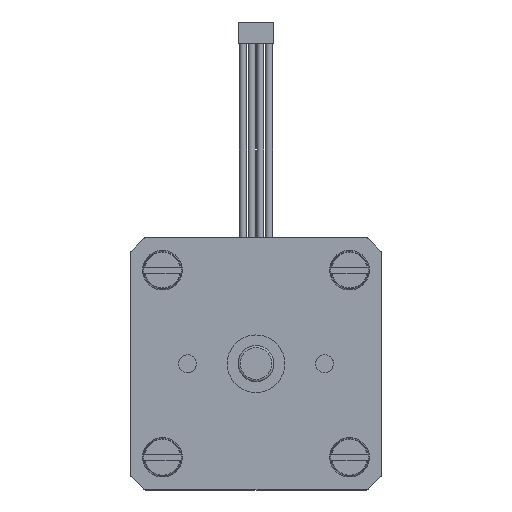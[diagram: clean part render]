
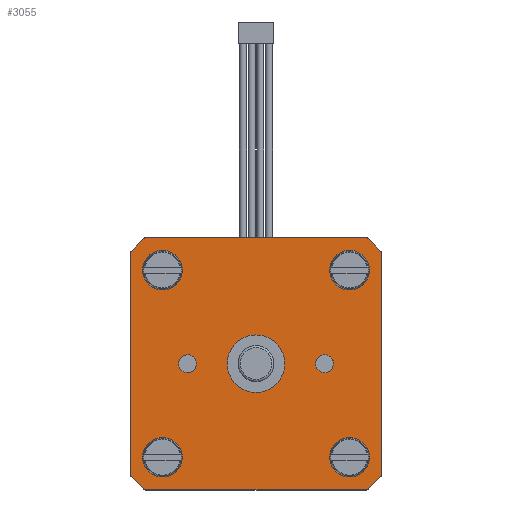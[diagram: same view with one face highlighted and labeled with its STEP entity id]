
A CAD part, top view. The second image highlights one B-rep face of the part: STEP entity #3055.
In plain terms, the highlighted planar face has unit normal (0, 0, 1).
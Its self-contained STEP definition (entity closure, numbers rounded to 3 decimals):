
#1749=CARTESIAN_POINT('',(10.775,0.,52.0));
#1750=VERTEX_POINT('',#1749);
#1751=CARTESIAN_POINT('',(9.525,0.,52.0));
#1752=DIRECTION('',(0.0,0.0,-1.0));
#1753=DIRECTION('',(-1.0,0.0,0.0));
#1754=AXIS2_PLACEMENT_3D('',#1751,#1752,#1753);
#1755=CIRCLE('',#1754,1.25);
#1756=EDGE_CURVE('',#1750,#1750,#1755,.T.);
#1836=CARTESIAN_POINT('',(-8.275,0.,52.0));
#1837=VERTEX_POINT('',#1836);
#1838=CARTESIAN_POINT('',(-9.525,0.,52.0));
#1839=DIRECTION('',(0.0,0.0,-1.0));
#1840=DIRECTION('',(-1.0,0.0,0.0));
#1841=AXIS2_PLACEMENT_3D('',#1838,#1839,#1840);
#1842=CIRCLE('',#1841,1.25);
#1843=EDGE_CURVE('',#1837,#1837,#1842,.T.);
#1971=CARTESIAN_POINT('',(-4.,0.,52.0));
#1972=VERTEX_POINT('',#1971);
#1973=CARTESIAN_POINT('',(0.,0.,52.0));
#1974=DIRECTION('',(0.0,0.0,-1.0));
#1975=DIRECTION('',(1.0,0.0,0.0));
#1976=AXIS2_PLACEMENT_3D('',#1973,#1974,#1975);
#1977=CIRCLE('',#1976,4.0);
#1978=EDGE_CURVE('',#1972,#1972,#1977,.T.);
#1992=CARTESIAN_POINT('',(-15.75,-13.,52.0));
#1993=VERTEX_POINT('',#1992);
#1994=CARTESIAN_POINT('',(-13.,-13.,52.0));
#1995=DIRECTION('',(0.0,0.0,-1.0));
#1996=DIRECTION('',(1.0,0.0,0.0));
#1997=AXIS2_PLACEMENT_3D('',#1994,#1995,#1996);
#1998=CIRCLE('',#1997,2.75);
#1999=EDGE_CURVE('',#1993,#1993,#1998,.T.);
#2013=CARTESIAN_POINT('',(-15.75,13.,52.0));
#2014=VERTEX_POINT('',#2013);
#2015=CARTESIAN_POINT('',(-13.,13.,52.0));
#2016=DIRECTION('',(0.0,0.0,1.0));
#2017=DIRECTION('',(1.0,0.0,0.0));
#2018=AXIS2_PLACEMENT_3D('',#2015,#2016,#2017);
#2019=CIRCLE('',#2018,2.75);
#2020=EDGE_CURVE('',#2014,#2014,#2019,.T.);
#2034=CARTESIAN_POINT('',(10.25,13.,52.0));
#2035=VERTEX_POINT('',#2034);
#2036=CARTESIAN_POINT('',(13.,13.,52.0));
#2037=DIRECTION('',(0.0,0.0,-1.0));
#2038=DIRECTION('',(-1.0,0.0,0.0));
#2039=AXIS2_PLACEMENT_3D('',#2036,#2037,#2038);
#2040=CIRCLE('',#2039,2.75);
#2041=EDGE_CURVE('',#2035,#2035,#2040,.T.);
#2055=CARTESIAN_POINT('',(10.25,-13.,52.0));
#2056=VERTEX_POINT('',#2055);
#2057=CARTESIAN_POINT('',(13.,-13.,52.0));
#2058=DIRECTION('',(0.0,0.0,1.0));
#2059=DIRECTION('',(-1.0,0.0,0.0));
#2060=AXIS2_PLACEMENT_3D('',#2057,#2058,#2059);
#2061=CIRCLE('',#2060,2.75);
#2062=EDGE_CURVE('',#2056,#2056,#2061,.T.);
#2891=CARTESIAN_POINT('',(-17.5,17.5,52.0));
#2892=DIRECTION('',(0.0,0.0,-1.0));
#2893=DIRECTION('',(-1.0,0.0,0.0));
#2894=AXIS2_PLACEMENT_3D('',#2891,#2892,#2893);
#2895=PLANE('',#2894);
#2896=CARTESIAN_POINT('',(15.293,-17.5,52.0));
#2897=VERTEX_POINT('',#2896);
#2898=CARTESIAN_POINT('',(-15.293,-17.5,52.0));
#2899=VERTEX_POINT('',#2898);
#2900=CARTESIAN_POINT('',(15.293,-17.5,52.0));
#2901=DIRECTION('',(-1.0,0.0,0.0));
#2902=VECTOR('',#2901,30.586);
#2903=LINE('',#2900,#2902);
#2904=EDGE_CURVE('',#2897,#2899,#2903,.T.);
#2905=ORIENTED_EDGE('',*,*,#2904,.F.);
#2906=CARTESIAN_POINT('',(15.646,-17.354,52.0));
#2907=VERTEX_POINT('',#2906);
#2908=CARTESIAN_POINT('',(15.293,-17.,52.0));
#2909=DIRECTION('',(0.0,0.0,1.0));
#2910=DIRECTION('',(1.0,0.0,0.0));
#2911=AXIS2_PLACEMENT_3D('',#2908,#2909,#2910);
#2912=CIRCLE('',#2911,0.5);
#2913=EDGE_CURVE('',#2897,#2907,#2912,.T.);
#2914=ORIENTED_EDGE('',*,*,#2913,.T.);
#2915=CARTESIAN_POINT('',(17.354,-15.646,52.0));
#2916=VERTEX_POINT('',#2915);
#2917=CARTESIAN_POINT('',(15.646,-17.354,52.0));
#2918=DIRECTION('',(0.707,0.707,0.0));
#2919=VECTOR('',#2918,2.414);
#2920=LINE('',#2917,#2919);
#2921=EDGE_CURVE('',#2907,#2916,#2920,.T.);
#2922=ORIENTED_EDGE('',*,*,#2921,.T.);
#2923=CARTESIAN_POINT('',(17.5,-15.293,52.0));
#2924=VERTEX_POINT('',#2923);
#2925=CARTESIAN_POINT('',(17.,-15.293,52.0));
#2926=DIRECTION('',(0.0,0.0,1.0));
#2927=DIRECTION('',(1.0,0.0,0.0));
#2928=AXIS2_PLACEMENT_3D('',#2925,#2926,#2927);
#2929=CIRCLE('',#2928,0.5);
#2930=EDGE_CURVE('',#2916,#2924,#2929,.T.);
#2931=ORIENTED_EDGE('',*,*,#2930,.T.);
#2932=CARTESIAN_POINT('',(17.5,15.293,52.0));
#2933=VERTEX_POINT('',#2932);
#2934=CARTESIAN_POINT('',(17.5,15.293,52.0));
#2935=DIRECTION('',(0.0,-1.0,0.0));
#2936=VECTOR('',#2935,30.586);
#2937=LINE('',#2934,#2936);
#2938=EDGE_CURVE('',#2933,#2924,#2937,.T.);
#2939=ORIENTED_EDGE('',*,*,#2938,.F.);
#2940=CARTESIAN_POINT('',(17.354,15.646,52.0));
#2941=VERTEX_POINT('',#2940);
#2942=CARTESIAN_POINT('',(17.,15.293,52.0));
#2943=DIRECTION('',(0.0,0.0,1.0));
#2944=DIRECTION('',(1.0,0.0,0.0));
#2945=AXIS2_PLACEMENT_3D('',#2942,#2943,#2944);
#2946=CIRCLE('',#2945,0.5);
#2947=EDGE_CURVE('',#2933,#2941,#2946,.T.);
#2948=ORIENTED_EDGE('',*,*,#2947,.T.);
#2949=CARTESIAN_POINT('',(15.646,17.354,52.0));
#2950=VERTEX_POINT('',#2949);
#2951=CARTESIAN_POINT('',(17.354,15.646,52.0));
#2952=DIRECTION('',(-0.707,0.707,0.0));
#2953=VECTOR('',#2952,2.414);
#2954=LINE('',#2951,#2953);
#2955=EDGE_CURVE('',#2941,#2950,#2954,.T.);
#2956=ORIENTED_EDGE('',*,*,#2955,.T.);
#2957=CARTESIAN_POINT('',(15.293,17.5,52.0));
#2958=VERTEX_POINT('',#2957);
#2959=CARTESIAN_POINT('',(15.293,17.,52.0));
#2960=DIRECTION('',(0.0,0.0,1.0));
#2961=DIRECTION('',(1.0,0.0,0.0));
#2962=AXIS2_PLACEMENT_3D('',#2959,#2960,#2961);
#2963=CIRCLE('',#2962,0.5);
#2964=EDGE_CURVE('',#2950,#2958,#2963,.T.);
#2965=ORIENTED_EDGE('',*,*,#2964,.T.);
#2966=CARTESIAN_POINT('',(-15.293,17.5,52.0));
#2967=VERTEX_POINT('',#2966);
#2968=CARTESIAN_POINT('',(-15.293,17.5,52.0));
#2969=DIRECTION('',(1.0,0.0,0.0));
#2970=VECTOR('',#2969,30.586);
#2971=LINE('',#2968,#2970);
#2972=EDGE_CURVE('',#2967,#2958,#2971,.T.);
#2973=ORIENTED_EDGE('',*,*,#2972,.F.);
#2974=CARTESIAN_POINT('',(-15.646,17.354,52.0));
#2975=VERTEX_POINT('',#2974);
#2976=CARTESIAN_POINT('',(-15.293,17.,52.0));
#2977=DIRECTION('',(0.0,0.0,1.0));
#2978=DIRECTION('',(1.0,0.0,0.0));
#2979=AXIS2_PLACEMENT_3D('',#2976,#2977,#2978);
#2980=CIRCLE('',#2979,0.5);
#2981=EDGE_CURVE('',#2967,#2975,#2980,.T.);
#2982=ORIENTED_EDGE('',*,*,#2981,.T.);
#2983=CARTESIAN_POINT('',(-17.354,15.646,52.0));
#2984=VERTEX_POINT('',#2983);
#2985=CARTESIAN_POINT('',(-15.646,17.354,52.0));
#2986=DIRECTION('',(-0.707,-0.707,0.0));
#2987=VECTOR('',#2986,2.414);
#2988=LINE('',#2985,#2987);
#2989=EDGE_CURVE('',#2975,#2984,#2988,.T.);
#2990=ORIENTED_EDGE('',*,*,#2989,.T.);
#2991=CARTESIAN_POINT('',(-17.5,15.293,52.0));
#2992=VERTEX_POINT('',#2991);
#2993=CARTESIAN_POINT('',(-17.,15.293,52.0));
#2994=DIRECTION('',(0.0,0.0,1.0));
#2995=DIRECTION('',(1.0,0.0,0.0));
#2996=AXIS2_PLACEMENT_3D('',#2993,#2994,#2995);
#2997=CIRCLE('',#2996,0.5);
#2998=EDGE_CURVE('',#2984,#2992,#2997,.T.);
#2999=ORIENTED_EDGE('',*,*,#2998,.T.);
#3000=CARTESIAN_POINT('',(-17.5,-15.293,52.0));
#3001=VERTEX_POINT('',#3000);
#3002=CARTESIAN_POINT('',(-17.5,-15.293,52.0));
#3003=DIRECTION('',(0.0,1.0,0.0));
#3004=VECTOR('',#3003,30.586);
#3005=LINE('',#3002,#3004);
#3006=EDGE_CURVE('',#3001,#2992,#3005,.T.);
#3007=ORIENTED_EDGE('',*,*,#3006,.F.);
#3008=CARTESIAN_POINT('',(-17.354,-15.646,52.0));
#3009=VERTEX_POINT('',#3008);
#3010=CARTESIAN_POINT('',(-17.,-15.293,52.0));
#3011=DIRECTION('',(0.0,0.0,1.0));
#3012=DIRECTION('',(1.0,0.0,0.0));
#3013=AXIS2_PLACEMENT_3D('',#3010,#3011,#3012);
#3014=CIRCLE('',#3013,0.5);
#3015=EDGE_CURVE('',#3001,#3009,#3014,.T.);
#3016=ORIENTED_EDGE('',*,*,#3015,.T.);
#3017=CARTESIAN_POINT('',(-15.646,-17.354,52.0));
#3018=VERTEX_POINT('',#3017);
#3019=CARTESIAN_POINT('',(-17.354,-15.646,52.0));
#3020=DIRECTION('',(0.707,-0.707,0.0));
#3021=VECTOR('',#3020,2.414);
#3022=LINE('',#3019,#3021);
#3023=EDGE_CURVE('',#3009,#3018,#3022,.T.);
#3024=ORIENTED_EDGE('',*,*,#3023,.T.);
#3025=CARTESIAN_POINT('',(-15.293,-17.,52.0));
#3026=DIRECTION('',(0.0,0.0,1.0));
#3027=DIRECTION('',(1.0,0.0,0.0));
#3028=AXIS2_PLACEMENT_3D('',#3025,#3026,#3027);
#3029=CIRCLE('',#3028,0.5);
#3030=EDGE_CURVE('',#3018,#2899,#3029,.T.);
#3031=ORIENTED_EDGE('',*,*,#3030,.T.);
#3032=EDGE_LOOP('',(#2905,#2914,#2922,#2931,#2939,#2948,#2956,#2965,#2973,#2982,#2990,#2999,#3007,#3016,#3024,#3031));
#3033=FACE_OUTER_BOUND('',#3032,.T.);
#3034=ORIENTED_EDGE('',*,*,#1756,.T.);
#3035=EDGE_LOOP('',(#3034));
#3036=FACE_BOUND('',#3035,.T.);
#3037=ORIENTED_EDGE('',*,*,#1843,.T.);
#3038=EDGE_LOOP('',(#3037));
#3039=FACE_BOUND('',#3038,.T.);
#3040=ORIENTED_EDGE('',*,*,#1978,.T.);
#3041=EDGE_LOOP('',(#3040));
#3042=FACE_BOUND('',#3041,.T.);
#3043=ORIENTED_EDGE('',*,*,#2062,.F.);
#3044=EDGE_LOOP('',(#3043));
#3045=FACE_BOUND('',#3044,.T.);
#3046=ORIENTED_EDGE('',*,*,#2041,.T.);
#3047=EDGE_LOOP('',(#3046));
#3048=FACE_BOUND('',#3047,.T.);
#3049=ORIENTED_EDGE('',*,*,#2020,.F.);
#3050=EDGE_LOOP('',(#3049));
#3051=FACE_BOUND('',#3050,.T.);
#3052=ORIENTED_EDGE('',*,*,#1999,.T.);
#3053=EDGE_LOOP('',(#3052));
#3054=FACE_BOUND('',#3053,.T.);
#3055=ADVANCED_FACE('',(#3033,#3036,#3039,#3042,#3045,#3048,#3051,#3054),#2895,.F.);
